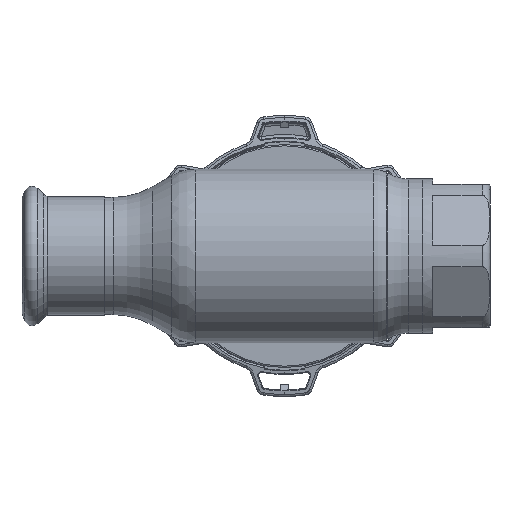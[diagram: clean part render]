
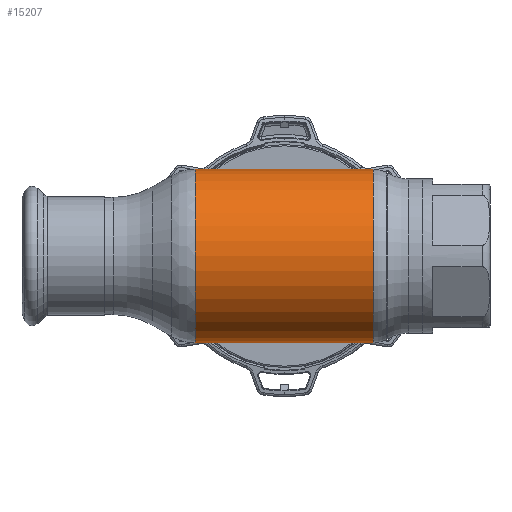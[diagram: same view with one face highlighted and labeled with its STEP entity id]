
A CAD part, front view. The second image highlights one B-rep face of the part: STEP entity #15207.
In plain terms, the highlighted cylindrical face has radius 33.34 mm (diameter 66.68 mm), a partial arc.
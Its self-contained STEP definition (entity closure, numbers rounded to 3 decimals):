
#958 = EDGE_CURVE ( 'NONE', #3739, #11740, #4640, .T. ) ;
#2407 = CARTESIAN_POINT ( 'NONE',  ( -34.177, 0., 33.34 ) ) ;
#3727 = CARTESIAN_POINT ( 'NONE',  ( 34.177, 0., 0. ) ) ;
#3739 = VERTEX_POINT ( 'NONE', #31901 ) ;
#4640 = LINE ( 'NONE', #15546, #11685 ) ;
#8247 = EDGE_CURVE ( 'NONE', #3739, #34658, #25849, .T. ) ;
#9164 = CARTESIAN_POINT ( 'NONE',  ( 34.177, 0., 33.34 ) ) ;
#11685 = VECTOR ( 'NONE', #15721, 1000. ) ;
#11740 = VERTEX_POINT ( 'NONE', #29718 ) ;
#12308 = AXIS2_PLACEMENT_3D ( 'NONE', #26600, #26780, #32436 ) ;
#13055 = ORIENTED_EDGE ( 'NONE', *, *, #31324, .F. ) ;
#13872 = EDGE_CURVE ( 'NONE', #34658, #17563, #34224, .T. ) ;
#13914 = DIRECTION ( 'NONE',  ( 0., 0., 1. ) ) ;
#14085 = DIRECTION ( 'NONE',  ( -1., 0., 0. ) ) ;
#14124 = EDGE_LOOP ( 'NONE', ( #16351, #23174, #24456, #13055 ) ) ;
#15207 = ADVANCED_FACE ( 'NONE', ( #15650 ), #15993, .T. ) ;
#15294 = DIRECTION ( 'NONE',  ( -1., 0., 0. ) ) ;
#15546 = CARTESIAN_POINT ( 'NONE',  ( -62.69, 0., -33.34 ) ) ;
#15650 = FACE_OUTER_BOUND ( 'NONE', #14124, .T. ) ;
#15721 = DIRECTION ( 'NONE',  ( -1., 0., 0. ) ) ;
#15993 = CYLINDRICAL_SURFACE ( 'NONE', #12308, 33.34 ) ;
#16351 = ORIENTED_EDGE ( 'NONE', *, *, #958, .F. ) ;
#17563 = VERTEX_POINT ( 'NONE', #2407 ) ;
#17777 = CARTESIAN_POINT ( 'NONE',  ( -62.69, 0., 33.34 ) ) ;
#19376 = AXIS2_PLACEMENT_3D ( 'NONE', #30539, #25240, #30729 ) ;
#20225 = AXIS2_PLACEMENT_3D ( 'NONE', #3727, #14085, #13914 ) ;
#23174 = ORIENTED_EDGE ( 'NONE', *, *, #8247, .T. ) ;
#24456 = ORIENTED_EDGE ( 'NONE', *, *, #13872, .T. ) ;
#25240 = DIRECTION ( 'NONE',  ( -1., 0., 0. ) ) ;
#25849 = CIRCLE ( 'NONE', #20225, 33.34 ) ;
#26600 = CARTESIAN_POINT ( 'NONE',  ( -62.69, 0., 0. ) ) ;
#26722 = CIRCLE ( 'NONE', #19376, 33.34 ) ;
#26780 = DIRECTION ( 'NONE',  ( -1., 0., 0. ) ) ;
#29718 = CARTESIAN_POINT ( 'NONE',  ( -34.177, 0., -33.34 ) ) ;
#30539 = CARTESIAN_POINT ( 'NONE',  ( -34.177, 0., 0. ) ) ;
#30729 = DIRECTION ( 'NONE',  ( 0., 0., 1. ) ) ;
#31324 = EDGE_CURVE ( 'NONE', #11740, #17563, #26722, .T. ) ;
#31901 = CARTESIAN_POINT ( 'NONE',  ( 34.177, 0., -33.34 ) ) ;
#31967 = VECTOR ( 'NONE', #15294, 1000. ) ;
#32436 = DIRECTION ( 'NONE',  ( 0., 0., 1. ) ) ;
#34224 = LINE ( 'NONE', #17777, #31967 ) ;
#34658 = VERTEX_POINT ( 'NONE', #9164 ) ;
